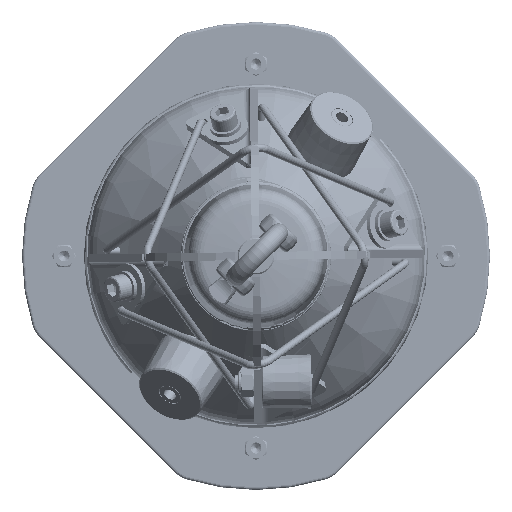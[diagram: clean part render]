
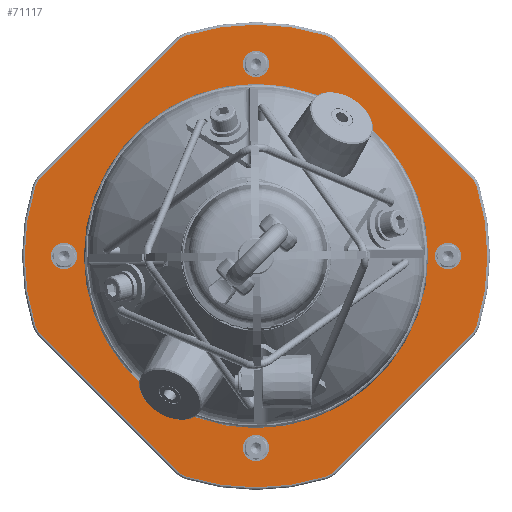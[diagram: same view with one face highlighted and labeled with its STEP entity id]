
A CAD part, left-side view. The second image highlights one B-rep face of the part: STEP entity #71117.
In plain terms, the highlighted planar face has unit normal (-1, 0, 0).
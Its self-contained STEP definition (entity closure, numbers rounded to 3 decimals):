
#67245=CARTESIAN_POINT('',(-376.534,0.,-78.0));
#67246=VERTEX_POINT('',#67245);
#67247=CARTESIAN_POINT('',(-376.534,0.,-73.0));
#67248=DIRECTION('',(1.0,0.0,0.0));
#67249=DIRECTION('',(0.0,0.0,-1.0));
#67250=AXIS2_PLACEMENT_3D('',#67247,#67248,#67249);
#67251=CIRCLE('',#67250,5.0);
#67252=EDGE_CURVE('',#67246,#67246,#67251,.T.);
#68079=CARTESIAN_POINT('',(-376.534,-78.,0.));
#68080=VERTEX_POINT('',#68079);
#68081=CARTESIAN_POINT('',(-376.534,-73.,0.));
#68082=DIRECTION('',(1.0,0.0,0.0));
#68083=DIRECTION('',(0.0,-1.0,0.0));
#68084=AXIS2_PLACEMENT_3D('',#68081,#68082,#68083);
#68085=CIRCLE('',#68084,5.0);
#68086=EDGE_CURVE('',#68080,#68080,#68085,.T.);
#68913=CARTESIAN_POINT('',(-376.534,0.,78.0));
#68914=VERTEX_POINT('',#68913);
#68915=CARTESIAN_POINT('',(-376.534,0.,73.0));
#68916=DIRECTION('',(1.0,0.0,0.0));
#68917=DIRECTION('',(0.0,0.0,1.0));
#68918=AXIS2_PLACEMENT_3D('',#68915,#68916,#68917);
#68919=CIRCLE('',#68918,5.0);
#68920=EDGE_CURVE('',#68914,#68914,#68919,.T.);
#69747=CARTESIAN_POINT('',(-376.534,78.,0.));
#69748=VERTEX_POINT('',#69747);
#69749=CARTESIAN_POINT('',(-376.534,73.,0.));
#69750=DIRECTION('',(1.0,0.0,0.0));
#69751=DIRECTION('',(0.0,1.0,0.0));
#69752=AXIS2_PLACEMENT_3D('',#69749,#69750,#69751);
#69753=CIRCLE('',#69752,5.0);
#69754=EDGE_CURVE('',#69748,#69748,#69753,.T.);
#69927=CARTESIAN_POINT('',(-376.534,29.967,-81.755));
#69928=VERTEX_POINT('',#69927);
#69947=CARTESIAN_POINT('',(-376.534,26.292,-83.98));
#69948=VERTEX_POINT('',#69947);
#69956=CARTESIAN_POINT('',(-376.534,23.603,-75.391));
#69957=DIRECTION('',(1.0,0.,0.));
#69958=DIRECTION('',(0.,0.518,-0.855));
#69959=AXIS2_PLACEMENT_3D('',#69956,#69957,#69958);
#69960=CIRCLE('',#69959,9.);
#69961=EDGE_CURVE('',#69948,#69928,#69960,.T.);
#69973=CARTESIAN_POINT('',(-376.534,-26.292,-83.98));
#69974=VERTEX_POINT('',#69973);
#69982=CARTESIAN_POINT('',(-376.534,0.,0.));
#69983=DIRECTION('',(1.0,0.0,0.0));
#69984=DIRECTION('',(0.0,0.0,-1.0));
#69985=AXIS2_PLACEMENT_3D('',#69982,#69983,#69984);
#69986=CIRCLE('',#69985,88.0);
#69987=EDGE_CURVE('',#69974,#69948,#69986,.T.);
#70007=CARTESIAN_POINT('',(-376.534,-29.967,-81.755));
#70008=VERTEX_POINT('',#70007);
#70016=CARTESIAN_POINT('',(-376.534,-23.603,-75.391));
#70017=DIRECTION('',(1.0,0.,0.));
#70018=DIRECTION('',(0.,-0.518,-0.855));
#70019=AXIS2_PLACEMENT_3D('',#70016,#70017,#70018);
#70020=CIRCLE('',#70019,9.0);
#70021=EDGE_CURVE('',#70008,#69974,#70020,.T.);
#70041=CARTESIAN_POINT('',(-376.534,-81.755,-29.967));
#70042=VERTEX_POINT('',#70041);
#70050=CARTESIAN_POINT('',(-376.534,-81.755,-29.967));
#70051=DIRECTION('',(0.0,0.707,-0.707));
#70052=VECTOR('',#70051,73.239);
#70053=LINE('',#70050,#70052);
#70054=EDGE_CURVE('',#70042,#70008,#70053,.T.);
#70073=CARTESIAN_POINT('',(-376.534,-83.98,-26.292));
#70074=VERTEX_POINT('',#70073);
#70082=CARTESIAN_POINT('',(-376.534,-75.391,-23.603));
#70083=DIRECTION('',(1.0,0.,0.));
#70084=DIRECTION('',(0.,-0.855,-0.518));
#70085=AXIS2_PLACEMENT_3D('',#70082,#70083,#70084);
#70086=CIRCLE('',#70085,9.);
#70087=EDGE_CURVE('',#70074,#70042,#70086,.T.);
#70107=CARTESIAN_POINT('',(-376.534,-83.98,26.292));
#70108=VERTEX_POINT('',#70107);
#70116=CARTESIAN_POINT('',(-376.534,0.,0.));
#70117=DIRECTION('',(1.0,0.0,0.0));
#70118=DIRECTION('',(0.0,-1.0,0.0));
#70119=AXIS2_PLACEMENT_3D('',#70116,#70117,#70118);
#70120=CIRCLE('',#70119,88.0);
#70121=EDGE_CURVE('',#70108,#70074,#70120,.T.);
#70141=CARTESIAN_POINT('',(-376.534,-81.755,29.967));
#70142=VERTEX_POINT('',#70141);
#70150=CARTESIAN_POINT('',(-376.534,-75.391,23.603));
#70151=DIRECTION('',(1.0,0.,0.));
#70152=DIRECTION('',(0.,-0.855,0.518));
#70153=AXIS2_PLACEMENT_3D('',#70150,#70151,#70152);
#70154=CIRCLE('',#70153,9.0);
#70155=EDGE_CURVE('',#70142,#70108,#70154,.T.);
#70175=CARTESIAN_POINT('',(-376.534,-29.967,81.755));
#70176=VERTEX_POINT('',#70175);
#70184=CARTESIAN_POINT('',(-376.534,-29.967,81.755));
#70185=DIRECTION('',(0.0,-0.707,-0.707));
#70186=VECTOR('',#70185,73.239);
#70187=LINE('',#70184,#70186);
#70188=EDGE_CURVE('',#70176,#70142,#70187,.T.);
#70207=CARTESIAN_POINT('',(-376.534,-26.292,83.98));
#70208=VERTEX_POINT('',#70207);
#70216=CARTESIAN_POINT('',(-376.534,-23.603,75.391));
#70217=DIRECTION('',(1.0,0.,0.));
#70218=DIRECTION('',(0.,-0.518,0.855));
#70219=AXIS2_PLACEMENT_3D('',#70216,#70217,#70218);
#70220=CIRCLE('',#70219,9.);
#70221=EDGE_CURVE('',#70208,#70176,#70220,.T.);
#70241=CARTESIAN_POINT('',(-376.534,26.292,83.98));
#70242=VERTEX_POINT('',#70241);
#70250=CARTESIAN_POINT('',(-376.534,0.,0.));
#70251=DIRECTION('',(1.0,0.0,0.0));
#70252=DIRECTION('',(0.0,0.0,1.0));
#70253=AXIS2_PLACEMENT_3D('',#70250,#70251,#70252);
#70254=CIRCLE('',#70253,88.0);
#70255=EDGE_CURVE('',#70242,#70208,#70254,.T.);
#70275=CARTESIAN_POINT('',(-376.534,29.967,81.755));
#70276=VERTEX_POINT('',#70275);
#70284=CARTESIAN_POINT('',(-376.534,23.603,75.391));
#70285=DIRECTION('',(1.0,0.,0.));
#70286=DIRECTION('',(0.,0.518,0.855));
#70287=AXIS2_PLACEMENT_3D('',#70284,#70285,#70286);
#70288=CIRCLE('',#70287,9.0);
#70289=EDGE_CURVE('',#70276,#70242,#70288,.T.);
#70309=CARTESIAN_POINT('',(-376.534,81.755,29.967));
#70310=VERTEX_POINT('',#70309);
#70318=CARTESIAN_POINT('',(-376.534,81.755,29.967));
#70319=DIRECTION('',(0.0,-0.707,0.707));
#70320=VECTOR('',#70319,73.239);
#70321=LINE('',#70318,#70320);
#70322=EDGE_CURVE('',#70310,#70276,#70321,.T.);
#70341=CARTESIAN_POINT('',(-376.534,83.98,26.292));
#70342=VERTEX_POINT('',#70341);
#70350=CARTESIAN_POINT('',(-376.534,75.391,23.603));
#70351=DIRECTION('',(1.0,0.,0.));
#70352=DIRECTION('',(0.,0.855,0.518));
#70353=AXIS2_PLACEMENT_3D('',#70350,#70351,#70352);
#70354=CIRCLE('',#70353,9.);
#70355=EDGE_CURVE('',#70342,#70310,#70354,.T.);
#70375=CARTESIAN_POINT('',(-376.534,83.98,-26.292));
#70376=VERTEX_POINT('',#70375);
#70384=CARTESIAN_POINT('',(-376.534,0.,0.));
#70385=DIRECTION('',(1.0,0.0,0.0));
#70386=DIRECTION('',(0.0,1.0,0.0));
#70387=AXIS2_PLACEMENT_3D('',#70384,#70385,#70386);
#70388=CIRCLE('',#70387,88.0);
#70389=EDGE_CURVE('',#70376,#70342,#70388,.T.);
#70409=CARTESIAN_POINT('',(-376.534,81.755,-29.967));
#70410=VERTEX_POINT('',#70409);
#70418=CARTESIAN_POINT('',(-376.534,75.391,-23.603));
#70419=DIRECTION('',(1.0,0.,0.));
#70420=DIRECTION('',(0.,0.855,-0.518));
#70421=AXIS2_PLACEMENT_3D('',#70418,#70419,#70420);
#70422=CIRCLE('',#70421,9.);
#70423=EDGE_CURVE('',#70410,#70376,#70422,.T.);
#70442=CARTESIAN_POINT('',(-376.534,29.967,-81.755));
#70443=DIRECTION('',(0.0,0.707,0.707));
#70444=VECTOR('',#70443,73.239);
#70445=LINE('',#70442,#70444);
#70446=EDGE_CURVE('',#69928,#70410,#70445,.T.);
#71061=CARTESIAN_POINT('',(-376.534,65.5,0.));
#71062=VERTEX_POINT('',#71061);
#71063=CARTESIAN_POINT('',(-376.534,0.,0.));
#71064=DIRECTION('',(1.0,0.0,0.0));
#71065=DIRECTION('',(0.0,1.0,0.0));
#71066=AXIS2_PLACEMENT_3D('',#71063,#71064,#71065);
#71067=CIRCLE('',#71066,65.5);
#71068=EDGE_CURVE('',#71062,#71062,#71067,.T.);
#71079=CARTESIAN_POINT('',(-376.534,77.25,0.));
#71080=DIRECTION('',(-1.0,0.0,0.0));
#71081=DIRECTION('',(0.0,0.0,1.0));
#71082=AXIS2_PLACEMENT_3D('',#71079,#71080,#71081);
#71083=PLANE('',#71082);
#71084=ORIENTED_EDGE('',*,*,#69961,.F.);
#71085=ORIENTED_EDGE('',*,*,#69987,.F.);
#71086=ORIENTED_EDGE('',*,*,#70021,.F.);
#71087=ORIENTED_EDGE('',*,*,#70054,.F.);
#71088=ORIENTED_EDGE('',*,*,#70087,.F.);
#71089=ORIENTED_EDGE('',*,*,#70121,.F.);
#71090=ORIENTED_EDGE('',*,*,#70155,.F.);
#71091=ORIENTED_EDGE('',*,*,#70188,.F.);
#71092=ORIENTED_EDGE('',*,*,#70221,.F.);
#71093=ORIENTED_EDGE('',*,*,#70255,.F.);
#71094=ORIENTED_EDGE('',*,*,#70289,.F.);
#71095=ORIENTED_EDGE('',*,*,#70322,.F.);
#71096=ORIENTED_EDGE('',*,*,#70355,.F.);
#71097=ORIENTED_EDGE('',*,*,#70389,.F.);
#71098=ORIENTED_EDGE('',*,*,#70423,.F.);
#71099=ORIENTED_EDGE('',*,*,#70446,.F.);
#71100=EDGE_LOOP('',(#71084,#71085,#71086,#71087,#71088,#71089,#71090,#71091,#71092,#71093,#71094,#71095,#71096,#71097,#71098,#71099));
#71101=FACE_OUTER_BOUND('',#71100,.T.);
#71102=ORIENTED_EDGE('',*,*,#67252,.T.);
#71103=EDGE_LOOP('',(#71102));
#71104=FACE_BOUND('',#71103,.T.);
#71105=ORIENTED_EDGE('',*,*,#68086,.T.);
#71106=EDGE_LOOP('',(#71105));
#71107=FACE_BOUND('',#71106,.T.);
#71108=ORIENTED_EDGE('',*,*,#68920,.T.);
#71109=EDGE_LOOP('',(#71108));
#71110=FACE_BOUND('',#71109,.T.);
#71111=ORIENTED_EDGE('',*,*,#69754,.T.);
#71112=EDGE_LOOP('',(#71111));
#71113=FACE_BOUND('',#71112,.T.);
#71114=ORIENTED_EDGE('',*,*,#71068,.T.);
#71115=EDGE_LOOP('',(#71114));
#71116=FACE_BOUND('',#71115,.T.);
#71117=ADVANCED_FACE('',(#71101,#71104,#71107,#71110,#71113,#71116),#71083,.T.);
